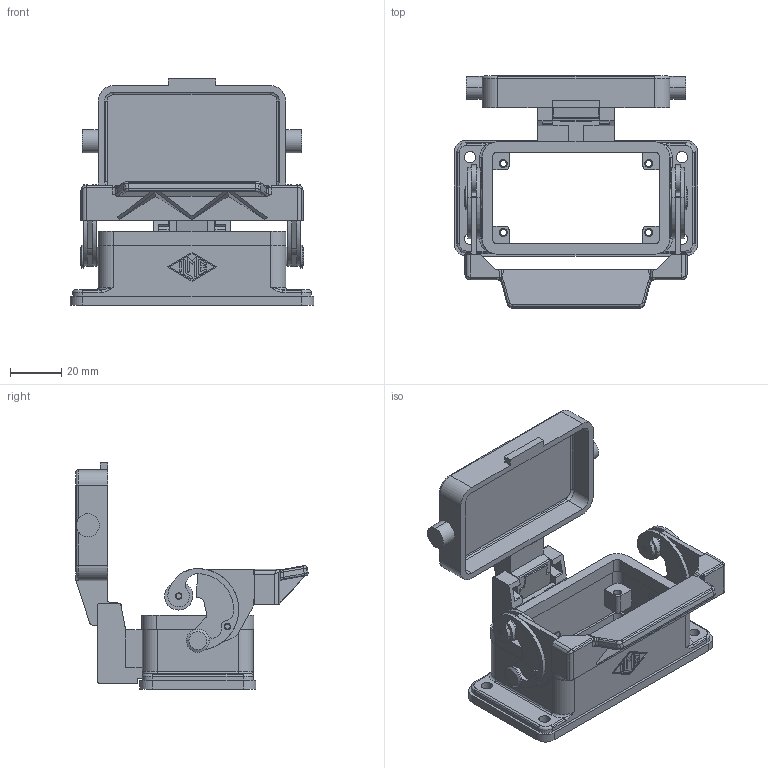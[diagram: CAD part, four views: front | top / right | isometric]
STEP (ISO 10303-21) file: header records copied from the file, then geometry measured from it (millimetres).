
FILE_DESCRIPTION((''),'2;1');
FILE_NAME('CHI 10 LS.stp','2006-12-21T14:09:33',('gembarski'),(''),'Autodesk Inventor 7','Autodesk Inventor 7','');
FILE_SCHEMA(('AUTOMOTIVE_DESIGN { 1 0 10303 214 1 1 1 1 }'));
Length unit declared in the file: millimetre
Products named in the file (1): CHI 10 LS
Bounding box: 95.5 x 90.95 x 88.7 mm (x, y, z)
Volume: 68887.3 mm3; surface area: 46250.6 mm2
Topology: 6 solids, 6 shells, 628 faces, 1676 edges, 1084 vertices
Faces by surface type: plane 240, cylinder 209, bspline 149, torus 20, cone 6, sphere 4
Entity records: 23155 total; most frequent: CARTESIAN_POINT 7358, ORIENTED_EDGE 3348, DIRECTION 3292, EDGE_CURVE 1674, AXIS2_PLACEMENT_3D 1174, VERTEX_POINT 1084, VECTOR 944, LINE 944
